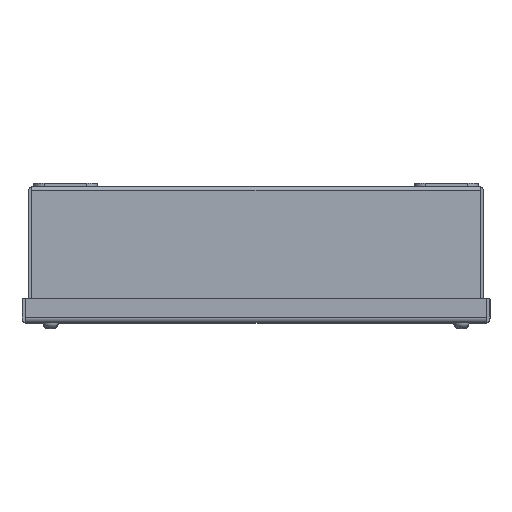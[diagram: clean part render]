
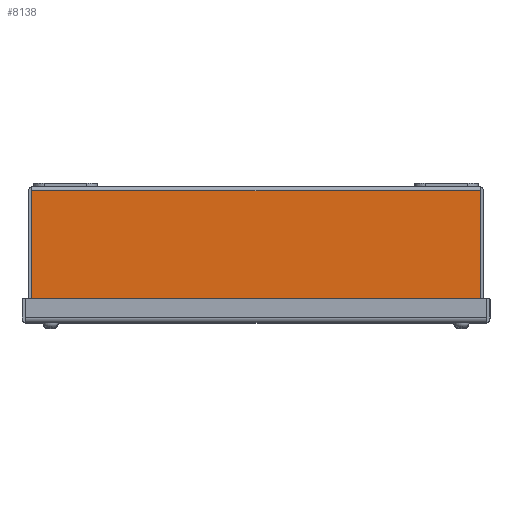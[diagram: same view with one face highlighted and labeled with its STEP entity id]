
A CAD part, top view. The second image highlights one B-rep face of the part: STEP entity #8138.
In plain terms, the highlighted planar face has unit normal (0, 0, 1).
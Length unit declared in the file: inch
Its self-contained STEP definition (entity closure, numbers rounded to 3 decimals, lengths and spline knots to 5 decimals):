
#1435 = ORIENTED_EDGE ( 'NONE', *, *, #7592, .T. ) ;
#2250 = CARTESIAN_POINT ( 'NONE',  ( 37.031, 0., 5.875 ) ) ;
#3592 = CARTESIAN_POINT ( 'NONE',  ( -5.30221, -2.892, 5.875 ) ) ;
#4537 = ORIENTED_EDGE ( 'NONE', *, *, #9959, .F. ) ;
#6814 = FACE_OUTER_BOUND ( 'NONE', #24990, .T. ) ;
#7529 = VECTOR ( 'NONE', #26353, 39.37008 ) ;
#7592 = EDGE_CURVE ( 'NONE', #20388, #29293, #11283, .T. ) ;
#8138 = ADVANCED_FACE ( 'NONE', ( #6814 ), #28588, .F. ) ;
#8343 = CARTESIAN_POINT ( 'NONE',  ( 5.30221, 39.37008, 5.875 ) ) ;
#8556 = EDGE_CURVE ( 'NONE', #22479, #29293, #16241, .T. ) ;
#8744 = CARTESIAN_POINT ( 'NONE',  ( 5.30221, -2.892, 5.875 ) ) ;
#9301 = CARTESIAN_POINT ( 'NONE',  ( -5.267, -0.108, 5.875 ) ) ;
#9628 = DIRECTION ( 'NONE',  ( -1., 0., 0. ) ) ;
#9738 = EDGE_CURVE ( 'NONE', #20388, #26614, #16718, .T. ) ;
#9959 = EDGE_CURVE ( 'NONE', #26614, #22479, #20340, .T. ) ;
#10590 = CARTESIAN_POINT ( 'NONE',  ( -5.30221, -0.108, 5.875 ) ) ;
#11283 = LINE ( 'NONE', #27856, #24032 ) ;
#12992 = CARTESIAN_POINT ( 'NONE',  ( 5.30221, -0.108, 5.875 ) ) ;
#14587 = VECTOR ( 'NONE', #9628, 39.37008 ) ;
#16241 = LINE ( 'NONE', #16559, #14587 ) ;
#16559 = CARTESIAN_POINT ( 'NONE',  ( 37.031, -2.892, 5.875 ) ) ;
#16718 = LINE ( 'NONE', #9301, #7529 ) ;
#18679 = ORIENTED_EDGE ( 'NONE', *, *, #9738, .F. ) ;
#19103 = VECTOR ( 'NONE', #25242, 39.37008 ) ;
#20340 = LINE ( 'NONE', #8343, #19103 ) ;
#20388 = VERTEX_POINT ( 'NONE', #10590 ) ;
#21018 = DIRECTION ( 'NONE',  ( 0., 0., -1. ) ) ;
#21483 = DIRECTION ( 'NONE',  ( -1., 0., 0. ) ) ;
#22479 = VERTEX_POINT ( 'NONE', #8744 ) ;
#23410 = DIRECTION ( 'NONE',  ( 0., -1., 0. ) ) ;
#24032 = VECTOR ( 'NONE', #23410, 39.37008 ) ;
#24990 = EDGE_LOOP ( 'NONE', ( #25737, #4537, #18679, #1435 ) ) ;
#25242 = DIRECTION ( 'NONE',  ( 0., -1., 0. ) ) ;
#25561 = AXIS2_PLACEMENT_3D ( 'NONE', #2250, #21018, #21483 ) ;
#25737 = ORIENTED_EDGE ( 'NONE', *, *, #8556, .F. ) ;
#26353 = DIRECTION ( 'NONE',  ( 1., 0., 0. ) ) ;
#26614 = VERTEX_POINT ( 'NONE', #12992 ) ;
#27856 = CARTESIAN_POINT ( 'NONE',  ( -5.30221, 39.37008, 5.875 ) ) ;
#28588 = PLANE ( 'NONE',  #25561 ) ;
#29293 = VERTEX_POINT ( 'NONE', #3592 ) ;
